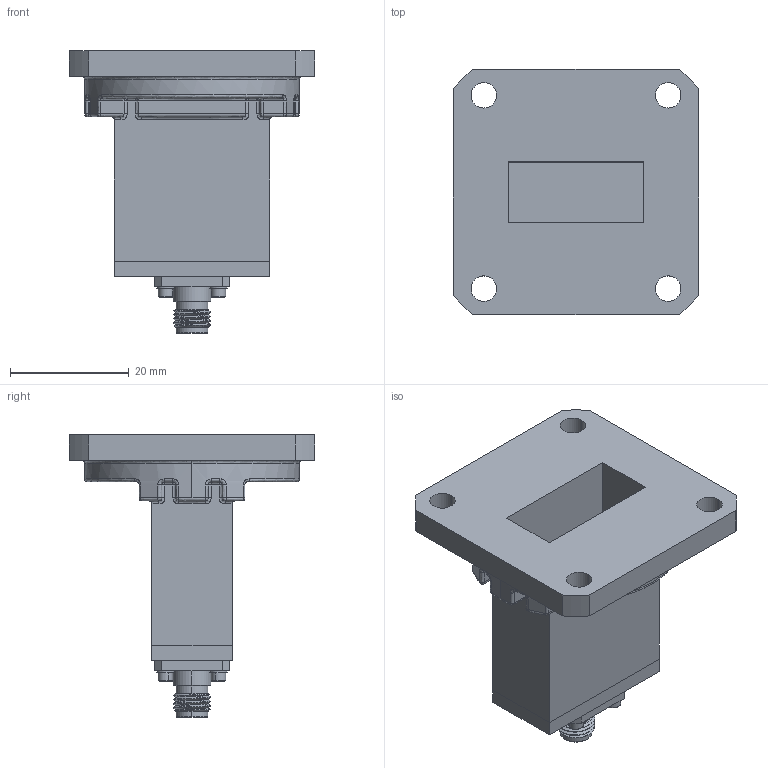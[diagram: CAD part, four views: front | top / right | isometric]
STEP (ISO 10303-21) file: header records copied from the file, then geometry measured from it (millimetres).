
FILE_DESCRIPTION (( 'STEP AP203' ), '1' );
FILE_NAME ('FMWCA1075.step', '2019-08-28T20:36:20', ( '' ), ( '' ), 'SwSTEP 2.0', 'SolidWorks 2018', '' );
FILE_SCHEMA (( 'CONFIG_CONTROL_DESIGN' ));
Length unit declared in the file: inch
Products named in the file (1): FMWCA1075
Bounding box: 41.27 x 41.27 x 47.5 mm (x, y, z)
Volume: 14184.5 mm3; surface area: 10552.8 mm2
Topology: 7 solids, 7 shells, 595 faces, 1428 edges, 871 vertices
Faces by surface type: cylinder 218, bspline 185, plane 126, cone 66
Entity records: 35425 total; most frequent: CARTESIAN_POINT 23964, ORIENTED_EDGE 2856, DIRECTION 1635, EDGE_CURVE 1428, VERTEX_POINT 871, EDGE_LOOP 637, AXIS2_PLACEMENT_3D 631, ADVANCED_FACE 595
